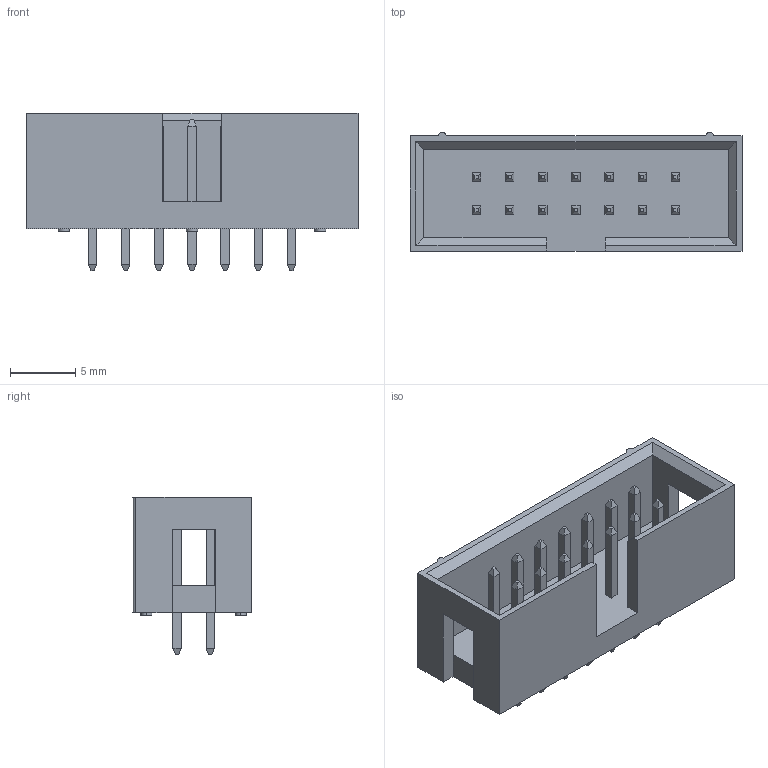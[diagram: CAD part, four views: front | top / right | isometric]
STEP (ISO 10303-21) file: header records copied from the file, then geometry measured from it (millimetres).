
FILE_DESCRIPTION(('STEP AP214'),'1');
FILE_NAME('71071389.stp','2018-08-06T09:28:18',('TraceParts'),('TraceParts S.A.'),'Spatial InterOp 3D',' ',' ');
FILE_SCHEMA(('automotive_design'));
Length unit declared in the file: millimetre
Products named in the file (15): 71071389_1; 71071389_2; 71071389_3; 71071389_4; 71071389_5; 71071389_6; 71071389_7; 71071389_8; 71071389_9; 71071389_10; 71071389_11; 71071389_12; 71071389_13; 71071389_14; 71071389_15
Bounding box: 25.44 x 9.1 x 12.1 mm (x, y, z)
Volume: 882.5 mm3; surface area: 1843.6 mm2
Topology: 15 solids, 15 shells, 357 faces, 799 edges, 474 vertices
Faces by surface type: plane 343, cylinder 14
Entity records: 12639 total; most frequent: CARTESIAN_POINT 1645, ORIENTED_EDGE 1598, DIRECTION 1571, EDGE_CURVE 799, LINE 771, VECTOR 771, VERTEX_POINT 474, AXIS2_PLACEMENT_3D 400
